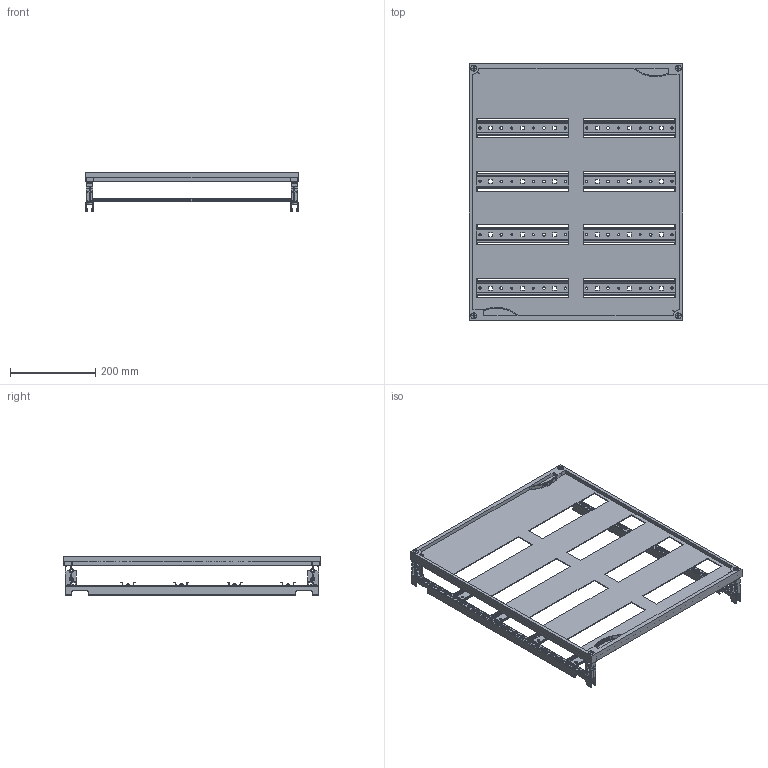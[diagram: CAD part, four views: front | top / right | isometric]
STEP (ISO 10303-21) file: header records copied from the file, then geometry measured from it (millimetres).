
FILE_DESCRIPTION(('STEP AP214'),'1');
FILE_NAME('cctmp_BA0C2FF8-3B2B-414B-8A1C-6826AC2D043A_2023_07_22_14_34_10_0546..stp','2023-07-22T12:34:12',('SIEMENS A&D'),('CADClick - www.CADClick.com'),'Spatial InterOp 3D postprocessed',' ','unknown authorization');
FILE_SCHEMA(('AUTOMOTIVE_DESIGN'));
Length unit declared in the file: millimetre
Products named in the file (24): cc_unnamed; 2023_07_22_14_34_10_0469; 2023_07_22_14_34_10_0465; 2023_07_22_14_34_10_0461; 2023_07_22_14_34_10_0457; 2023_07_22_14_34_10_0453; 2023_07_22_14_34_10_0449; 2023_07_22_14_34_10_0445; 2023_07_22_14_34_10_0441; 2023_07_22_14_34_10_0437; 2023_07_22_14_34_10_0433; 2023_07_22_14_34_10_0429; 2023_07_22_14_34_10_0425; 2023_07_22_14_34_10_0421; 2023_07_22_14_34_10_0417; 2023_07_22_14_34_10_0413; 2023_07_22_14_34_10_0409; 2023_07_22_14_34_10_0405; 2023_07_22_14_34_10_0401; 2023_07_22_14_34_10_0398; 2023_07_22_14_34_10_0394; 2023_07_22_14_34_10_0390; 2023_07_22_14_34_10_0386; 2023_07_22_14_34_10_0382
Assembly tree (23 placements, depth 2):
  cc_unnamed
    2023_07_22_14_34_10_0469
    2023_07_22_14_34_10_0465
    2023_07_22_14_34_10_0461
    2023_07_22_14_34_10_0457
    2023_07_22_14_34_10_0453
    2023_07_22_14_34_10_0449
    2023_07_22_14_34_10_0445
    2023_07_22_14_34_10_0441
    2023_07_22_14_34_10_0437
    2023_07_22_14_34_10_0433
    2023_07_22_14_34_10_0429
    2023_07_22_14_34_10_0425
    2023_07_22_14_34_10_0421
    2023_07_22_14_34_10_0417
    2023_07_22_14_34_10_0413
    2023_07_22_14_34_10_0409
    2023_07_22_14_34_10_0405
    2023_07_22_14_34_10_0401
    2023_07_22_14_34_10_0398
    2023_07_22_14_34_10_0394
    2023_07_22_14_34_10_0390
    2023_07_22_14_34_10_0386
    2023_07_22_14_34_10_0382
Bounding box: 500 x 600 x 92.82 mm (x, y, z)
Volume: 919405.6 mm3; surface area: 927384 mm2
Topology: 23 solids, 23 shells, 2384 faces, 6752 edges, 4436 vertices
Faces by surface type: plane 1442, cylinder 902, sphere 16, torus 16, cone 8
Entity records: 86881 total; most frequent: CARTESIAN_POINT 14360, DIRECTION 13688, ORIENTED_EDGE 13536, EDGE_CURVE 6768, AXIS2_PLACEMENT_3D 4588, LINE 4512, VECTOR 4512, VERTEX_POINT 4452
